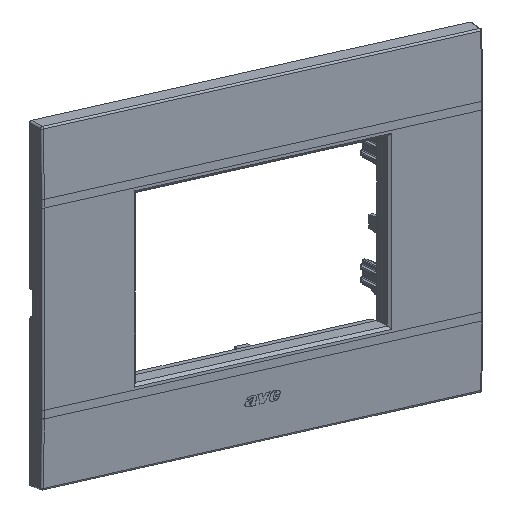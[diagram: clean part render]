
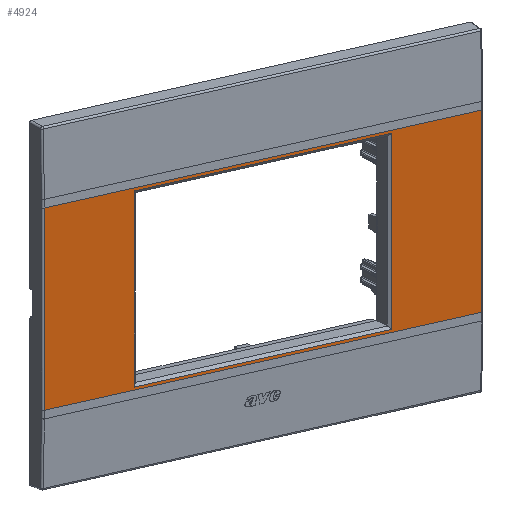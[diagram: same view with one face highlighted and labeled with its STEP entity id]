
A CAD part, top view. The second image highlights one B-rep face of the part: STEP entity #4924.
In plain terms, the highlighted face is planar.
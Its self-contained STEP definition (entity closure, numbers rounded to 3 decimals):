
#4351=CARTESIAN_POINT('Vertex',(-59.263,24.353,5.)) ;
#4354=CARTESIAN_POINT('Line Origine',(30.,24.353,5.)) ;
#4358=CARTESIAN_POINT('Vertex',(59.263,24.353,5.)) ;
#4453=CARTESIAN_POINT('Line Origine',(59.263,21.75,5.)) ;
#4457=CARTESIAN_POINT('Vertex',(59.263,-24.353,5.)) ;
#4867=CARTESIAN_POINT('Axis2P3D Location',(0.,0.,5.)) ;
#4872=CARTESIAN_POINT('Line Origine',(-59.263,0.,5.)) ;
#4876=CARTESIAN_POINT('Vertex',(-59.263,-24.353,5.)) ;
#4879=CARTESIAN_POINT('Line Origine',(0.,-24.353,5.)) ;
#4890=CARTESIAN_POINT('Line Origine',(-34.89,0.,5.)) ;
#4894=CARTESIAN_POINT('Vertex',(-34.89,-23.615,5.)) ;
#4896=CARTESIAN_POINT('Vertex',(-34.89,23.615,5.)) ;
#4899=CARTESIAN_POINT('Line Origine',(0.,23.615,5.)) ;
#4903=CARTESIAN_POINT('Vertex',(34.89,23.615,5.)) ;
#4906=CARTESIAN_POINT('Line Origine',(34.89,0.,5.)) ;
#4910=CARTESIAN_POINT('Vertex',(34.89,-23.615,5.)) ;
#4913=CARTESIAN_POINT('Line Origine',(0.,-23.615,5.)) ;
#4355=DIRECTION('Vector Direction',(1.,0.,0.)) ;
#4454=DIRECTION('Vector Direction',(0.,-1.,0.)) ;
#4868=DIRECTION('Axis2P3D Direction',(0.,0.,1.)) ;
#4869=DIRECTION('Axis2P3D XDirection',(1.,0.,0.)) ;
#4873=DIRECTION('Vector Direction',(0.,-1.,0.)) ;
#4880=DIRECTION('Vector Direction',(1.,0.,0.)) ;
#4891=DIRECTION('Vector Direction',(0.,1.,0.)) ;
#4900=DIRECTION('Vector Direction',(1.,0.,0.)) ;
#4907=DIRECTION('Vector Direction',(0.,1.,0.)) ;
#4914=DIRECTION('Vector Direction',(1.,0.,0.)) ;
#4870=AXIS2_PLACEMENT_3D('Plane Axis2P3D',#4867,#4868,#4869) ;
#4885=ORIENTED_EDGE('',*,*,#4459,.F.) ;
#4886=ORIENTED_EDGE('',*,*,#4360,.T.) ;
#4887=ORIENTED_EDGE('',*,*,#4878,.T.) ;
#4888=ORIENTED_EDGE('',*,*,#4883,.F.) ;
#4919=ORIENTED_EDGE('',*,*,#4898,.T.) ;
#4920=ORIENTED_EDGE('',*,*,#4905,.F.) ;
#4921=ORIENTED_EDGE('',*,*,#4912,.F.) ;
#4922=ORIENTED_EDGE('',*,*,#4917,.T.) ;
#4923=FACE_BOUND('',#4918,.T.) ;
#4356=VECTOR('Line Direction',#4355,1.) ;
#4455=VECTOR('Line Direction',#4454,1.) ;
#4874=VECTOR('Line Direction',#4873,1.) ;
#4881=VECTOR('Line Direction',#4880,1.) ;
#4892=VECTOR('Line Direction',#4891,1.) ;
#4901=VECTOR('Line Direction',#4900,1.) ;
#4908=VECTOR('Line Direction',#4907,1.) ;
#4915=VECTOR('Line Direction',#4914,1.) ;
#4924=ADVANCED_FACE('PartBody',(#4889,#4923),#4871,.T.) ;
#4360=EDGE_CURVE('',#4359,#4352,#4357,.F.) ;
#4459=EDGE_CURVE('',#4359,#4458,#4456,.T.) ;
#4878=EDGE_CURVE('',#4352,#4877,#4875,.T.) ;
#4883=EDGE_CURVE('',#4458,#4877,#4882,.F.) ;
#4898=EDGE_CURVE('',#4895,#4897,#4893,.T.) ;
#4905=EDGE_CURVE('',#4904,#4897,#4902,.F.) ;
#4912=EDGE_CURVE('',#4911,#4904,#4909,.T.) ;
#4917=EDGE_CURVE('',#4911,#4895,#4916,.F.) ;
#4884=EDGE_LOOP('',(#4885,#4886,#4887,#4888)) ;
#4918=EDGE_LOOP('',(#4919,#4920,#4921,#4922)) ;
#4889=FACE_OUTER_BOUND('',#4884,.T.) ;
#4357=LINE('Line',#4354,#4356) ;
#4456=LINE('Line',#4453,#4455) ;
#4875=LINE('Line',#4872,#4874) ;
#4882=LINE('Line',#4879,#4881) ;
#4893=LINE('Line',#4890,#4892) ;
#4902=LINE('Line',#4899,#4901) ;
#4909=LINE('Line',#4906,#4908) ;
#4916=LINE('Line',#4913,#4915) ;
#4871=PLANE('',#4870) ;
#4352=VERTEX_POINT('',#4351) ;
#4359=VERTEX_POINT('',#4358) ;
#4458=VERTEX_POINT('',#4457) ;
#4877=VERTEX_POINT('',#4876) ;
#4895=VERTEX_POINT('',#4894) ;
#4897=VERTEX_POINT('',#4896) ;
#4904=VERTEX_POINT('',#4903) ;
#4911=VERTEX_POINT('',#4910) ;
